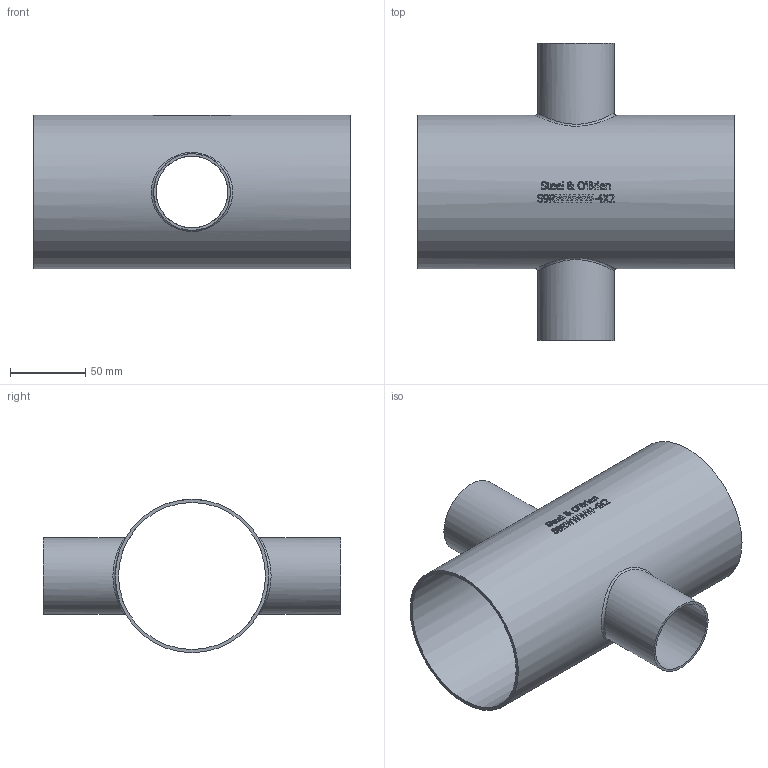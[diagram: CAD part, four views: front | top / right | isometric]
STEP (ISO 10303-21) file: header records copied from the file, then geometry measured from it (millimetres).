
FILE_DESCRIPTION(/* description */ (''),/* implementation_level */ '2;1');
FILE_NAME(/* name */ 'S9RWWWW-4X2.stp',/* time_stamp */ '2018-11-30T11:01:46-05:00',/* author */ ('rick'),/* organization */ (''),/* preprocessor_version */ 'ST-DEVELOPER v15.2',/* originating_system */ 'Autodesk Inventor 2014',/* authorisation */ '');
FILE_SCHEMA (('AUTOMOTIVE_DESIGN { 1 0 10303 214 3 1 1 }'));
Length unit declared in the file: inch
Products named in the file (1): S9RWWWW-4X2
Bounding box: 209.55 x 196.85 x 101.6 mm (x, y, z)
Volume: 156048.7 mm3; surface area: 156951.6 mm2
Topology: 1 solids, 1 shells, 405 faces, 1100 edges, 734 vertices
Faces by surface type: plane 189, bspline 174, cylinder 42
Full cylindrical faces by diameter (mm): 47.498 x2, 50.8 x2, 97.384 x1, 101.6 x1
Entity records: 16298 total; most frequent: CARTESIAN_POINT 7056, ORIENTED_EDGE 2174, DIRECTION 1415, EDGE_CURVE 1087, VERTEX_POINT 728, LINE 523, VECTOR 523, EDGE_LOOP 455
